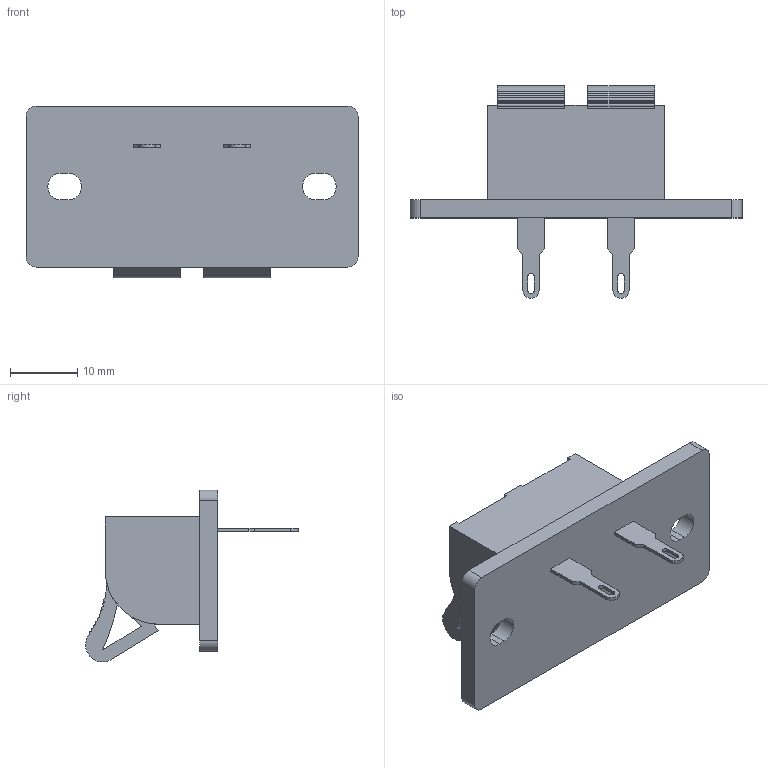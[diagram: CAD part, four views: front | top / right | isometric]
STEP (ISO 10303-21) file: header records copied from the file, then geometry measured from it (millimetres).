
FILE_DESCRIPTION (( 'STEP AP214' ), '1' );
FILE_NAME ('Borne de haut parleur femelle 2 voies.STEP', '2021-06-16T08:03:04', ( '' ), ( '' ), 'SwSTEP 2.0', 'SolidWorks 2019', '' );
FILE_SCHEMA (( 'AUTOMOTIVE_DESIGN' ));
Length unit declared in the file: millimetre
Products named in the file (1): Borne de haut parleur femelle 2 voies
Bounding box: 49.5 x 31.73 x 25.62 mm (x, y, z)
Volume: 8602.2 mm3; surface area: 5518.5 mm2
Topology: 1 solids, 1 shells, 146 faces, 401 edges, 260 vertices
Faces by surface type: plane 85, cylinder 49, torus 8, bspline 4
Entity records: 6321 total; most frequent: CARTESIAN_POINT 984, ORIENTED_EDGE 802, DIRECTION 797, EDGE_CURVE 401, VECTOR 267, LINE 267, AXIS2_PLACEMENT_3D 265, VERTEX_POINT 260
